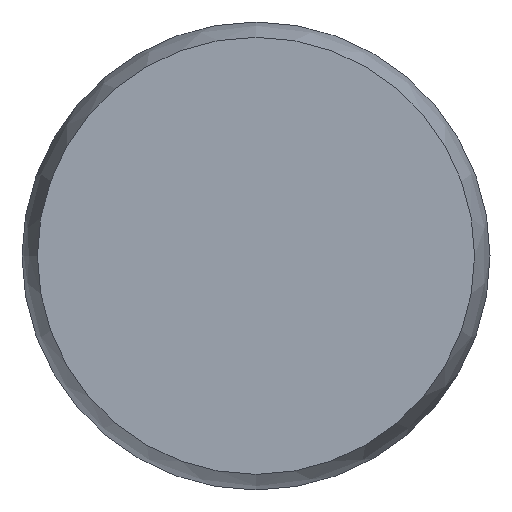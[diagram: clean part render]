
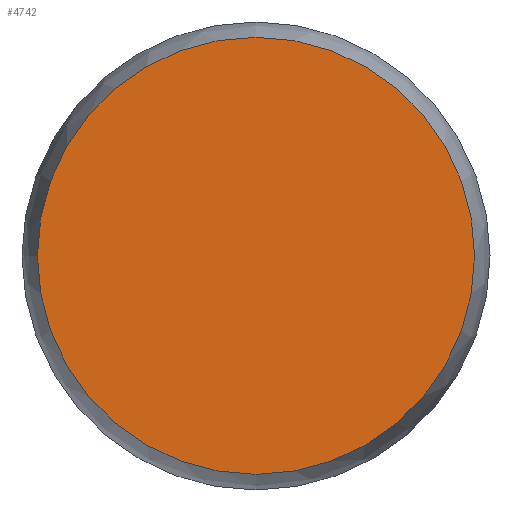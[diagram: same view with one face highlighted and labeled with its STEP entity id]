
A CAD part, top view. The second image highlights one B-rep face of the part: STEP entity #4742.
In plain terms, the highlighted planar face has unit normal (0, 0, 1).
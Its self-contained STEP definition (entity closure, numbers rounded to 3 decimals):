
#45 = DIRECTION ( 'NONE',  ( 0., -1., 0. ) ) ;
#454 = CARTESIAN_POINT ( 'NONE',  ( 16.656, 19.964, 2.5 ) ) ;
#486 = DIRECTION ( 'NONE',  ( 0., 0., 1. ) ) ;
#574 = DIRECTION ( 'NONE',  ( 0., -1., 0. ) ) ;
#1170 = ORIENTED_EDGE ( 'NONE', *, *, #2811, .T. ) ;
#1577 = CIRCLE ( 'NONE', #3640, 6.538 ) ;
#1622 = CARTESIAN_POINT ( 'NONE',  ( 0., -6.538, 2.5 ) ) ;
#2299 = CARTESIAN_POINT ( 'NONE',  ( 0., 0., 2.5 ) ) ;
#2811 = EDGE_CURVE ( 'NONE', #4821, #7016, #6172, .T. ) ;
#2885 = DIRECTION ( 'NONE',  ( 0., 0., 1. ) ) ;
#2916 = AXIS2_PLACEMENT_3D ( 'NONE', #4599, #4027, #574 ) ;
#3485 = FACE_OUTER_BOUND ( 'NONE', #4901, .T. ) ;
#3640 = AXIS2_PLACEMENT_3D ( 'NONE', #2299, #486, #4627 ) ;
#4027 = DIRECTION ( 'NONE',  ( 0., 0., 1. ) ) ;
#4593 = PLANE ( 'NONE',  #7375 ) ;
#4599 = CARTESIAN_POINT ( 'NONE',  ( 0., 0., 2.5 ) ) ;
#4627 = DIRECTION ( 'NONE',  ( 0., -1., 0. ) ) ;
#4742 = ADVANCED_FACE ( 'NONE', ( #3485 ), #4593, .T. ) ;
#4821 = VERTEX_POINT ( 'NONE', #1622 ) ;
#4901 = EDGE_LOOP ( 'NONE', ( #1170, #6478 ) ) ;
#5526 = EDGE_CURVE ( 'NONE', #7016, #4821, #1577, .T. ) ;
#6088 = CARTESIAN_POINT ( 'NONE',  ( 0., 6.538, 2.5 ) ) ;
#6172 = CIRCLE ( 'NONE', #2916, 6.538 ) ;
#6478 = ORIENTED_EDGE ( 'NONE', *, *, #5526, .T. ) ;
#7016 = VERTEX_POINT ( 'NONE', #6088 ) ;
#7375 = AXIS2_PLACEMENT_3D ( 'NONE', #454, #2885, #45 ) ;
